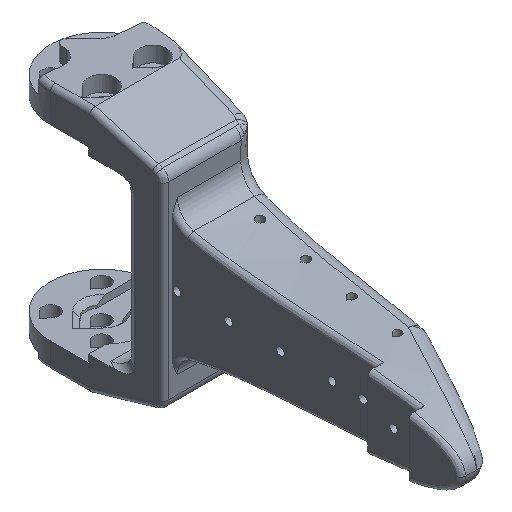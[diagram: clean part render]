
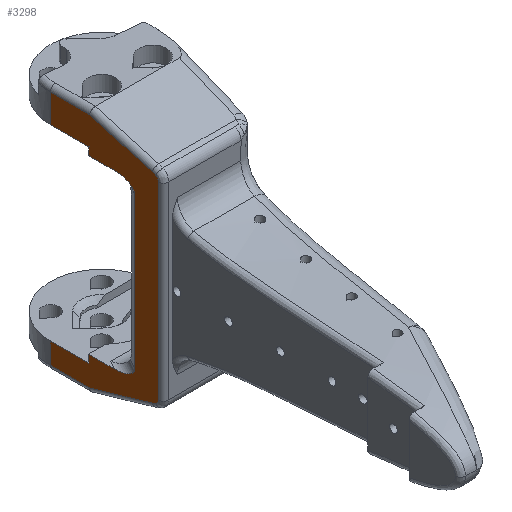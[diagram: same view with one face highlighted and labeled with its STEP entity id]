
A CAD part, isometric view. The second image highlights one B-rep face of the part: STEP entity #3298.
In plain terms, the highlighted planar face has unit normal (-1, 0, 0).
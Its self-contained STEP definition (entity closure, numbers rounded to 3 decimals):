
#161=CIRCLE('',#3477,1.);
#167=CIRCLE('',#3488,1.);
#174=CIRCLE('',#3499,4.);
#187=CIRCLE('',#3518,4.);
#396=FACE_OUTER_BOUND('',#587,.T.);
#587=EDGE_LOOP('',(#2347,#2348,#2349,#2350,#2351,#2352,#2353,#2354,#2355,
#2356,#2357,#2358,#2359,#2360,#2361,#2362,#2363,#2364,#2365,#2366));
#795=LINE('',#4884,#1065);
#816=LINE('',#5158,#1086);
#817=LINE('',#5183,#1087);
#820=LINE('',#5189,#1090);
#821=LINE('',#5206,#1091);
#826=LINE('',#5217,#1096);
#830=LINE('',#5233,#1100);
#831=LINE('',#5235,#1101);
#832=LINE('',#5237,#1102);
#833=LINE('',#5239,#1103);
#834=LINE('',#5243,#1104);
#835=LINE('',#5247,#1105);
#836=LINE('',#5249,#1106);
#837=LINE('',#5250,#1107);
#1065=VECTOR('',#3838,10.);
#1086=VECTOR('',#3915,10.);
#1087=VECTOR('',#3934,10.);
#1090=VECTOR('',#3941,10.);
#1091=VECTOR('',#3950,10.);
#1096=VECTOR('',#3959,5.1);
#1100=VECTOR('',#3973,6.5);
#1101=VECTOR('',#3974,7.431);
#1102=VECTOR('',#3975,1.5);
#1103=VECTOR('',#3976,4.954);
#1104=VECTOR('',#3979,29.4);
#1105=VECTOR('',#3982,4.954);
#1106=VECTOR('',#3983,1.5);
#1107=VECTOR('',#3984,7.431);
#1325=ELLIPSE('',#3537,4.,2.);
#1326=ELLIPSE('',#3538,4.,2.);
#1352=VERTEX_POINT('',#4711);
#1355=VERTEX_POINT('',#4716);
#1374=VERTEX_POINT('',#4883);
#1375=VERTEX_POINT('',#4895);
#1384=VERTEX_POINT('',#4986);
#1413=VERTEX_POINT('',#5156);
#1414=VERTEX_POINT('',#5157);
#1418=VERTEX_POINT('',#5178);
#1419=VERTEX_POINT('',#5182);
#1422=VERTEX_POINT('',#5202);
#1426=VERTEX_POINT('',#5216);
#1433=VERTEX_POINT('',#5232);
#1434=VERTEX_POINT('',#5234);
#1435=VERTEX_POINT('',#5236);
#1436=VERTEX_POINT('',#5238);
#1437=VERTEX_POINT('',#5240);
#1438=VERTEX_POINT('',#5242);
#1439=VERTEX_POINT('',#5244);
#1440=VERTEX_POINT('',#5246);
#1441=VERTEX_POINT('',#5248);
#1680=EDGE_CURVE('',#1355,#1352,#161,.T.);
#1705=EDGE_CURVE('',#1352,#1374,#795,.T.);
#1707=EDGE_CURVE('',#1374,#1375,#167,.T.);
#1722=EDGE_CURVE('',#1375,#1384,#174,.T.);
#1759=EDGE_CURVE('',#1413,#1414,#816,.T.);
#1762=EDGE_CURVE('',#1414,#1355,#187,.T.);
#1767=EDGE_CURVE('',#1419,#1418,#817,.T.);
#1771=EDGE_CURVE('',#1384,#1419,#820,.T.);
#1775=EDGE_CURVE('',#1422,#1413,#821,.T.);
#1780=EDGE_CURVE('',#1426,#1418,#826,.T.);
#1788=EDGE_CURVE('',#1422,#1433,#830,.T.);
#1789=EDGE_CURVE('',#1433,#1434,#831,.T.);
#1790=EDGE_CURVE('',#1435,#1434,#832,.T.);
#1791=EDGE_CURVE('',#1436,#1435,#833,.T.);
#1792=EDGE_CURVE('',#1436,#1437,#1325,.T.);
#1793=EDGE_CURVE('',#1437,#1438,#834,.T.);
#1794=EDGE_CURVE('',#1438,#1439,#1326,.T.);
#1795=EDGE_CURVE('',#1440,#1439,#835,.T.);
#1796=EDGE_CURVE('',#1440,#1441,#836,.T.);
#1797=EDGE_CURVE('',#1441,#1426,#837,.T.);
#2347=ORIENTED_EDGE('',*,*,#1680,.F.);
#2348=ORIENTED_EDGE('',*,*,#1762,.F.);
#2349=ORIENTED_EDGE('',*,*,#1759,.F.);
#2350=ORIENTED_EDGE('',*,*,#1775,.F.);
#2351=ORIENTED_EDGE('',*,*,#1788,.T.);
#2352=ORIENTED_EDGE('',*,*,#1789,.T.);
#2353=ORIENTED_EDGE('',*,*,#1790,.F.);
#2354=ORIENTED_EDGE('',*,*,#1791,.F.);
#2355=ORIENTED_EDGE('',*,*,#1792,.T.);
#2356=ORIENTED_EDGE('',*,*,#1793,.T.);
#2357=ORIENTED_EDGE('',*,*,#1794,.T.);
#2358=ORIENTED_EDGE('',*,*,#1795,.F.);
#2359=ORIENTED_EDGE('',*,*,#1796,.T.);
#2360=ORIENTED_EDGE('',*,*,#1797,.T.);
#2361=ORIENTED_EDGE('',*,*,#1780,.T.);
#2362=ORIENTED_EDGE('',*,*,#1767,.F.);
#2363=ORIENTED_EDGE('',*,*,#1771,.F.);
#2364=ORIENTED_EDGE('',*,*,#1722,.F.);
#2365=ORIENTED_EDGE('',*,*,#1707,.F.);
#2366=ORIENTED_EDGE('',*,*,#1705,.F.);
#3179=PLANE('',#3536);
#3298=ADVANCED_FACE('',(#396),#3179,.F.);
#3477=AXIS2_PLACEMENT_3D('',#4718,#3810,#3811);
#3488=AXIS2_PLACEMENT_3D('',#4896,#3841,#3842);
#3499=AXIS2_PLACEMENT_3D('',#4987,#3866,#3867);
#3518=AXIS2_PLACEMENT_3D('',#5162,#3922,#3923);
#3536=AXIS2_PLACEMENT_3D('',#5231,#3971,#3972);
#3537=AXIS2_PLACEMENT_3D('',#5241,#3977,#3978);
#3538=AXIS2_PLACEMENT_3D('',#5245,#3980,#3981);
#3810=DIRECTION('center_axis',(1.,0.,0.));
#3811=DIRECTION('ref_axis',(0.,-0.848,0.531));
#3838=DIRECTION('',(0.,0.,-1.));
#3841=DIRECTION('center_axis',(1.,0.,0.));
#3842=DIRECTION('ref_axis',(0.,-0.848,-0.531));
#3866=DIRECTION('center_axis',(1.,0.,0.));
#3867=DIRECTION('ref_axis',(0.,-0.482,-0.876));
#3915=DIRECTION('',(0.,-0.961,-0.278));
#3922=DIRECTION('center_axis',(1.,0.,0.));
#3923=DIRECTION('ref_axis',(0.,-0.482,0.876));
#3934=DIRECTION('',(0.,1.,0.));
#3941=DIRECTION('',(0.,0.961,-0.278));
#3950=DIRECTION('',(0.,-1.,0.));
#3959=DIRECTION('',(0.,0.,-1.));
#3971=DIRECTION('center_axis',(1.,0.,0.));
#3972=DIRECTION('ref_axis',(0.,0.,-1.));
#3973=DIRECTION('',(0.,0.,-1.));
#3974=DIRECTION('',(0.,-1.,0.));
#3975=DIRECTION('',(0.,0.,1.));
#3976=DIRECTION('',(0.,1.,0.));
#3977=DIRECTION('center_axis',(1.,0.,0.));
#3978=DIRECTION('ref_axis',(0.,-1.,0.));
#3979=DIRECTION('',(0.,0.,-1.));
#3980=DIRECTION('center_axis',(1.,0.,0.));
#3981=DIRECTION('ref_axis',(0.,-1.,0.));
#3982=DIRECTION('',(0.,-1.,0.));
#3983=DIRECTION('',(0.,0.,-1.));
#3984=DIRECTION('',(0.,1.,0.));
#4711=CARTESIAN_POINT('',(-10.,-21.,18.335));
#4716=CARTESIAN_POINT('',(-10.,-20.437,19.235));
#4718=CARTESIAN_POINT('Origin',(-10.,-20.,18.335));
#4883=CARTESIAN_POINT('',(-10.,-21.,-18.335));
#4884=CARTESIAN_POINT('',(-10.,-21.,24.));
#4895=CARTESIAN_POINT('',(-10.,-20.437,-19.235));
#4896=CARTESIAN_POINT('Origin',(-10.,-20.,-18.335));
#4986=CARTESIAN_POINT('',(-10.,-19.801,-19.479));
#4987=CARTESIAN_POINT('Origin',(-10.,-18.69,-15.636));
#5156=CARTESIAN_POINT('',(-10.,-7.63,23.));
#5157=CARTESIAN_POINT('',(-10.,-19.801,19.479));
#5158=CARTESIAN_POINT('',(-10.,-3.908,24.077));
#5162=CARTESIAN_POINT('Origin',(-10.,-18.69,15.636));
#5178=CARTESIAN_POINT('',(-10.,0.,-23.));
#5182=CARTESIAN_POINT('',(-10.,-7.63,-23.));
#5183=CARTESIAN_POINT('',(-10.,0.,-23.));
#5189=CARTESIAN_POINT('',(-10.,-17.429,-20.165));
#5202=CARTESIAN_POINT('',(-10.,0.,23.));
#5206=CARTESIAN_POINT('',(-10.,0.,23.));
#5216=CARTESIAN_POINT('',(-10.,0.,-18.9));
#5217=CARTESIAN_POINT('',(-10.,0.,-18.9));
#5231=CARTESIAN_POINT('Origin',(-10.,0.,24.));
#5232=CARTESIAN_POINT('',(-10.,0.,17.5));
#5233=CARTESIAN_POINT('',(-10.,0.,24.));
#5234=CARTESIAN_POINT('',(-10.,-7.431,17.5));
#5235=CARTESIAN_POINT('',(-10.,0.,17.5));
#5236=CARTESIAN_POINT('',(-10.,-7.431,16.));
#5237=CARTESIAN_POINT('',(-10.,-7.431,16.));
#5238=CARTESIAN_POINT('',(-10.,-12.386,16.));
#5239=CARTESIAN_POINT('',(-10.,-12.386,16.));
#5240=CARTESIAN_POINT('',(-10.,-16.386,14.));
#5241=CARTESIAN_POINT('Origin',(-10.,-12.386,14.));
#5242=CARTESIAN_POINT('',(-10.,-16.386,-15.4));
#5243=CARTESIAN_POINT('',(-10.,-16.386,14.));
#5244=CARTESIAN_POINT('',(-10.,-12.386,-17.4));
#5245=CARTESIAN_POINT('Origin',(-10.,-12.386,-15.4));
#5246=CARTESIAN_POINT('',(-10.,-7.431,-17.4));
#5247=CARTESIAN_POINT('',(-10.,-7.431,-17.4));
#5248=CARTESIAN_POINT('',(-10.,-7.431,-18.9));
#5249=CARTESIAN_POINT('',(-10.,-7.431,-17.4));
#5250=CARTESIAN_POINT('',(-10.,-7.431,-18.9));
